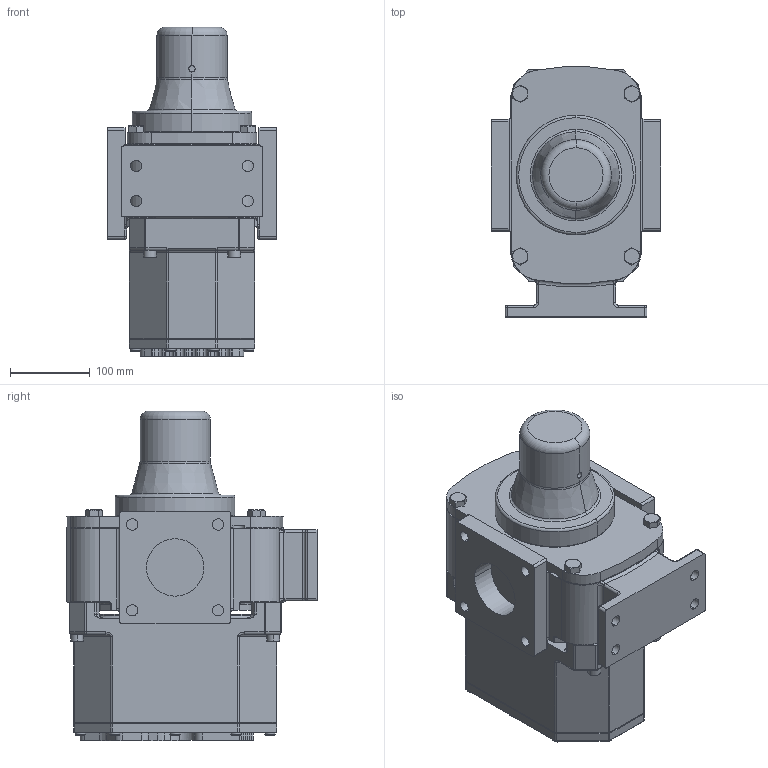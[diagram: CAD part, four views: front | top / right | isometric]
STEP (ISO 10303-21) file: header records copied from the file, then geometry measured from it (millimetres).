
FILE_DESCRIPTION (( 'STEP AP214' ), '1' );
FILE_NAME ('GA4576.STEP', '2024-03-11T16:47:19', ( '' ), ( '' ), 'SwSTEP 2.0', 'SolidWorks 2022', '' );
FILE_SCHEMA (( 'AUTOMOTIVE_DESIGN' ));
Length unit declared in the file: millimetre
Products named in the file (3): GA4576; Copy of RTPe20-0100-TSD-PRV^GA4576; Copy of 14 Tooth G33-7796^GA4576
Assembly tree (2 placements, depth 2):
  GA4576
    Copy of RTPe20-0100-TSD-PRV^GA4576
    Copy of 14 Tooth G33-7796^GA4576
Bounding box: 213 x 313.71 x 413.5 mm (x, y, z)
Volume: 12798086.2 mm3; surface area: 569521.5 mm2
Topology: 3 solids, 3 shells, 996 faces, 2488 edges, 1545 vertices
Faces by surface type: plane 433, cylinder 326, cone 111, bspline 68, torus 42, sphere 16
Entity records: 37699 total; most frequent: CARTESIAN_POINT 10022, ORIENTED_EDGE 4952, DIRECTION 4691, EDGE_CURVE 2476, AXIS2_PLACEMENT_3D 1686, VERTEX_POINT 1545, LINE 1319, VECTOR 1319
